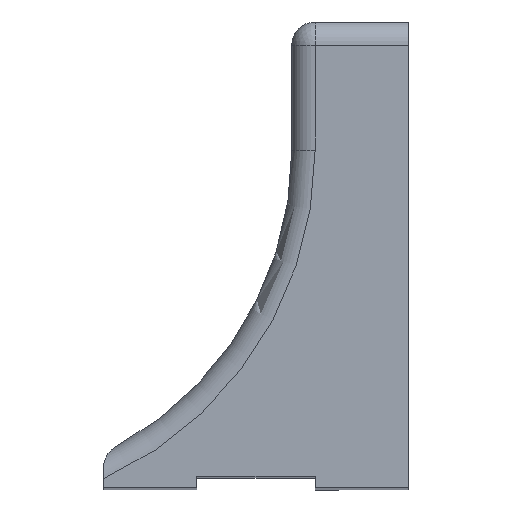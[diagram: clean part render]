
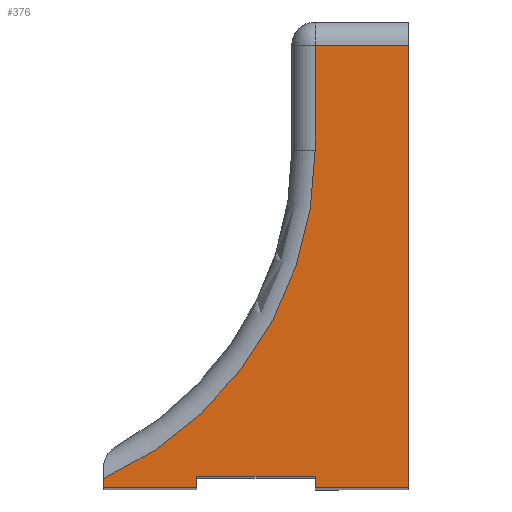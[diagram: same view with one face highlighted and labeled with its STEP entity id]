
A CAD part, top view. The second image highlights one B-rep face of the part: STEP entity #376.
In plain terms, the highlighted planar face has unit normal (0, 0, 1).
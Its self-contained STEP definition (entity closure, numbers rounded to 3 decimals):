
#31=PLANE('',#432);
#33=LINE('',#554,#67);
#38=LINE('',#567,#72);
#47=LINE('',#637,#81);
#56=LINE('',#656,#90);
#57=LINE('',#659,#91);
#59=LINE('',#663,#93);
#61=LINE('',#667,#95);
#63=LINE('',#671,#97);
#65=LINE('',#674,#99);
#67=VECTOR('',#448,10.);
#72=VECTOR('',#461,10.);
#81=VECTOR('',#502,10.);
#90=VECTOR('',#519,10.);
#91=VECTOR('',#522,10.);
#93=VECTOR('',#526,10.);
#95=VECTOR('',#530,10.);
#97=VECTOR('',#534,10.);
#99=VECTOR('',#538,10.);
#128=FACE_OUTER_BOUND('',#150,.T.);
#150=EDGE_LOOP('',(#343,#344,#345,#346,#347,#348,#349,#350,#351,#352));
#159=CIRCLE('',#413,31.);
#165=VERTEX_POINT('',#543);
#168=VERTEX_POINT('',#550);
#173=VERTEX_POINT('',#566);
#177=VERTEX_POINT('',#580);
#178=VERTEX_POINT('',#581);
#192=VERTEX_POINT('',#654);
#193=VERTEX_POINT('',#658);
#194=VERTEX_POINT('',#662);
#195=VERTEX_POINT('',#666);
#196=VERTEX_POINT('',#670);
#202=EDGE_CURVE('',#165,#168,#33,.T.);
#208=EDGE_CURVE('',#168,#173,#38,.T.);
#215=EDGE_CURVE('',#177,#178,#159,.T.);
#230=EDGE_CURVE('',#178,#165,#47,.T.);
#239=EDGE_CURVE('',#192,#177,#56,.T.);
#240=EDGE_CURVE('',#193,#192,#57,.T.);
#242=EDGE_CURVE('',#194,#193,#59,.T.);
#244=EDGE_CURVE('',#195,#194,#61,.T.);
#246=EDGE_CURVE('',#196,#195,#63,.T.);
#248=EDGE_CURVE('',#173,#196,#65,.T.);
#343=ORIENTED_EDGE('',*,*,#202,.F.);
#344=ORIENTED_EDGE('',*,*,#230,.F.);
#345=ORIENTED_EDGE('',*,*,#215,.F.);
#346=ORIENTED_EDGE('',*,*,#239,.F.);
#347=ORIENTED_EDGE('',*,*,#240,.F.);
#348=ORIENTED_EDGE('',*,*,#242,.F.);
#349=ORIENTED_EDGE('',*,*,#244,.F.);
#350=ORIENTED_EDGE('',*,*,#246,.F.);
#351=ORIENTED_EDGE('',*,*,#248,.F.);
#352=ORIENTED_EDGE('',*,*,#208,.F.);
#376=ADVANCED_FACE('',(#128),#31,.T.);
#413=AXIS2_PLACEMENT_3D('',#582,#477,#478);
#432=AXIS2_PLACEMENT_3D('',#675,#539,#540);
#448=DIRECTION('',(1.,0.,0.));
#461=DIRECTION('',(0.,-1.,0.));
#477=DIRECTION('center_axis',(0.,0.,1.));
#478=DIRECTION('ref_axis',(0.849,-0.528,0.));
#502=DIRECTION('',(0.,1.,0.));
#519=DIRECTION('',(0.,1.,0.));
#522=DIRECTION('',(-1.,0.,0.));
#526=DIRECTION('',(0.,-1.,0.));
#530=DIRECTION('',(-1.,0.,0.));
#534=DIRECTION('',(0.,1.,0.));
#538=DIRECTION('',(-1.,0.,0.));
#539=DIRECTION('center_axis',(0.,0.,1.));
#540=DIRECTION('ref_axis',(1.,0.,0.));
#543=CARTESIAN_POINT('',(18.15,38.,0.));
#550=CARTESIAN_POINT('',(26.15,38.,0.));
#554=CARTESIAN_POINT('',(16.92,38.,0.));
#566=CARTESIAN_POINT('',(26.15,0.,0.));
#567=CARTESIAN_POINT('',(26.15,40.,0.));
#580=CARTESIAN_POINT('',(0.,0.789,0.));
#581=CARTESIAN_POINT('',(18.15,29.,0.));
#582=CARTESIAN_POINT('Origin',(-12.85,29.,0.));
#637=CARTESIAN_POINT('',(18.15,22.86,0.));
#654=CARTESIAN_POINT('',(0.,0.,0.));
#656=CARTESIAN_POINT('',(0.,0.,0.));
#658=CARTESIAN_POINT('',(8.,0.,0.));
#659=CARTESIAN_POINT('',(8.,0.,0.));
#662=CARTESIAN_POINT('',(8.,1.,0.));
#663=CARTESIAN_POINT('',(8.,1.,0.));
#666=CARTESIAN_POINT('',(18.15,1.,0.));
#667=CARTESIAN_POINT('',(18.15,1.,0.));
#670=CARTESIAN_POINT('',(18.15,0.,0.));
#671=CARTESIAN_POINT('',(18.15,0.,0.));
#674=CARTESIAN_POINT('',(26.15,0.,0.));
#675=CARTESIAN_POINT('Origin',(17.69,16.72,0.));
